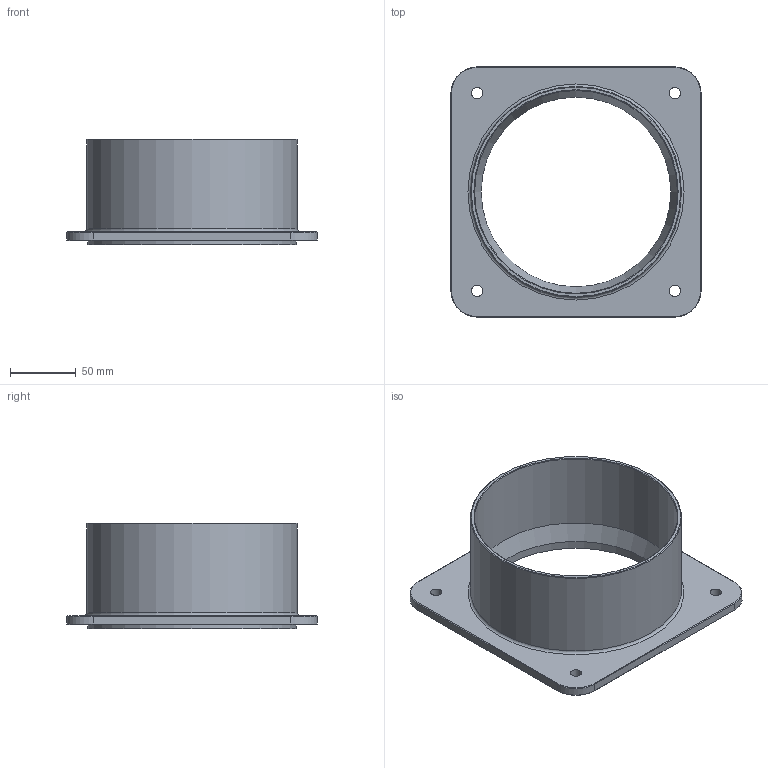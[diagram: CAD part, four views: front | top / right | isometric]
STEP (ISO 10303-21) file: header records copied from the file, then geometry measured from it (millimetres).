
FILE_DESCRIPTION(('STEP AP203'),'1');
FILE_NAME('mdc14692 (1).stp','2023-01-10T07:38:25',(' '),(' '),'Spatial InterOp 3D',' ',' ');
FILE_SCHEMA(('CONFIG_CONTROL_DESIGN'));
Length unit declared in the file: millimetre
Products named in the file (1): mdc14692
Bounding box: 190 x 190 x 80 mm (x, y, z)
Volume: 255883.8 mm3; surface area: 116209.3 mm2
Topology: 1 solids, 1 shells, 40 faces, 93 edges, 57 vertices
Faces by surface type: plane 16, cylinder 12, cone 11, torus 1
Full cylindrical faces by diameter (mm): 8.5 x4, 144 x1, 154 x1, 158 x1, 160 x1
Entity records: 1100 total; most frequent: DIRECTION 192, CARTESIAN_POINT 167, ORIENTED_EDGE 150, AXIS2_PLACEMENT_3D 76, EDGE_CURVE 75, EDGE_LOOP 64, VERTEX_POINT 51, FACE_OUTER_BOUND 49
